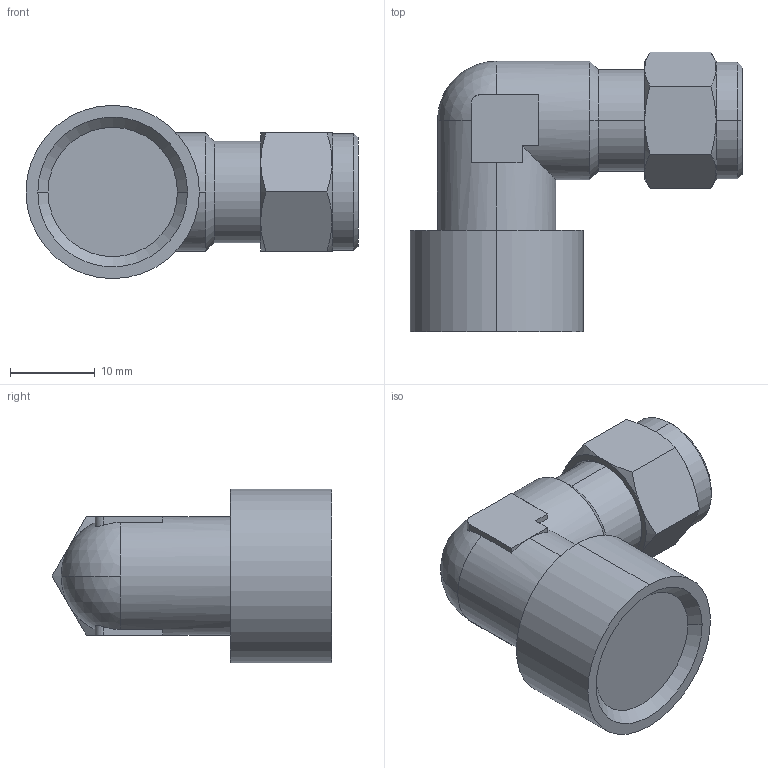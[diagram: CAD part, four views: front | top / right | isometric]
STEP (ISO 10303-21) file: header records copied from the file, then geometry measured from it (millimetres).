
FILE_DESCRIPTION (( 'STEP AP214' ), '1' );
FILE_NAME ('1029000006.step', '2013-02-25T17:14:37', ( '' ), ( '' ), 'SwSTEP 2.0', 'SolidWorks 2012', '' );
FILE_SCHEMA (( 'AUTOMOTIVE_DESIGN' ));
Length unit declared in the file: millimetre
Products named in the file (1): 1029000006
Bounding box: 39.25 x 33.08 x 20.5 mm (x, y, z)
Volume: 9884.5 mm3; surface area: 3404.3 mm2
Topology: 1 solids, 3 shells, 72 faces, 159 edges, 97 vertices
Faces by surface type: plane 32, cone 22, cylinder 14, sphere 2, torus 2
Entity records: 2124 total; most frequent: CARTESIAN_POINT 511, DIRECTION 340, ORIENTED_EDGE 318, EDGE_CURVE 159, AXIS2_PLACEMENT_3D 136, VERTEX_POINT 97, EDGE_LOOP 76, FACE_OUTER_BOUND 72
